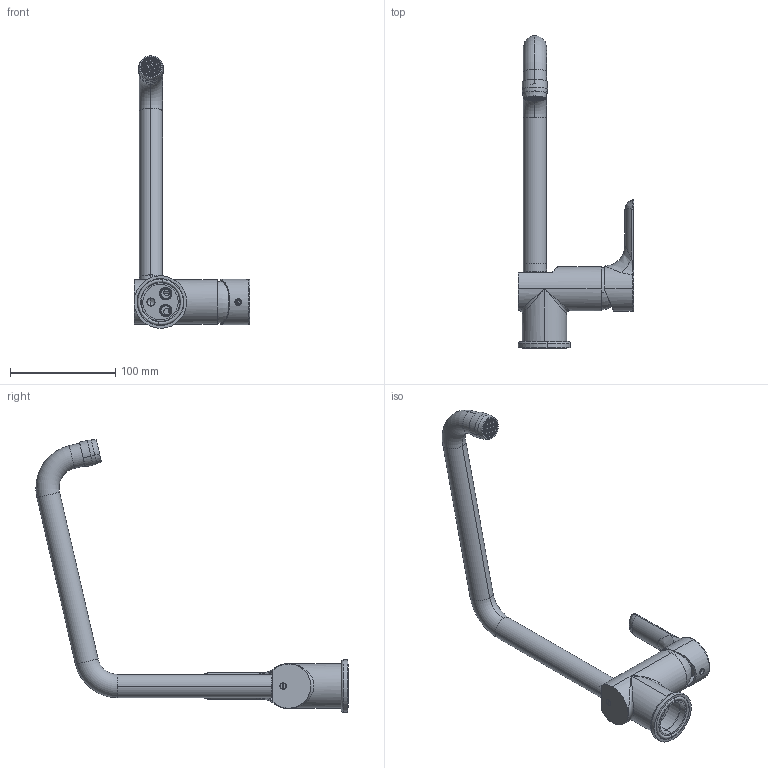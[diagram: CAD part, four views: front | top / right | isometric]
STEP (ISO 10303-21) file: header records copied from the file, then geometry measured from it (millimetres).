
FILE_DESCRIPTION (( 'STEP AP214' ), '1' );
FILE_NAME ('15 820 400 FREGADERA ECO PRIME.STEP', '2020-03-04T09:30:16', ( '' ), ( '' ), 'SwSTEP 2.0', 'SolidWorks 2016', '' );
FILE_SCHEMA (( 'AUTOMOTIVE_DESIGN' ));
Length unit declared in the file: millimetre
Products named in the file (11): 0989 FREGADERA TENDER CROMO_-04; PEANA HILBAR 91_-01; CA埆 FREGADERA TENDER INCLINADO; 15 820 400 FREGADERA ECO PRIME; 0923 TORNILLO SENDA NUEVA BOBINA_-03; 1117 TUERCA APRIETACARTUCHOS ENTER GREEN_-01; socket set screw cone point_din_DIN 914 - M4 x 20-N; AIREADOR HEMBRA CON FILTRO; 3136 MANETA NEW TENDER_-SERIGRAFIADA; EMBELLECEDOR. 035 ABS CROMO PRESIÓN REBAJADO_-CORTADO; CARTUCHO SEDAL E-35 AZ SD_DEFAULT
Assembly tree (10 placements, depth 2):
  15 820 400 FREGADERA ECO PRIME
    0989 FREGADERA TENDER CROMO_-04
    CARTUCHO SEDAL E-35 AZ SD_DEFAULT
    socket set screw cone point_din_DIN 914 - M4 x 20-N
    PEANA HILBAR 91_-01
    1117 TUERCA APRIETACARTUCHOS ENTER GREEN_-01
    0923 TORNILLO SENDA NUEVA BOBINA_-03
    AIREADOR HEMBRA CON FILTRO
    3136 MANETA NEW TENDER_-SERIGRAFIADA
    CA埆 FREGADERA TENDER INCLINADO
    EMBELLECEDOR. 035 ABS CROMO PRESIÓN REBAJADO_-CORTADO
Bounding box: 109.82 x 296.02 x 258.4 mm (x, y, z)
Volume: 175401.1 mm3; surface area: 126082.4 mm2
Topology: 20 solids, 20 shells, 4171 faces, 12108 edges, 7916 vertices
Faces by surface type: plane 3397, cylinder 475, torus 142, cone 89, bspline 56, sphere 12
Entity records: 187847 total; most frequent: CARTESIAN_POINT 36979, ORIENTED_EDGE 24168, DIRECTION 19098, EDGE_CURVE 12084, VERTEX_POINT 7916, LINE 7564, VECTOR 7564, AXIS2_PLACEMENT_3D 5767
